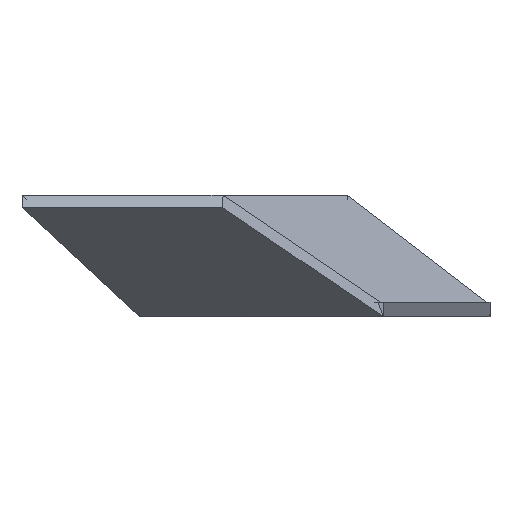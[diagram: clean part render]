
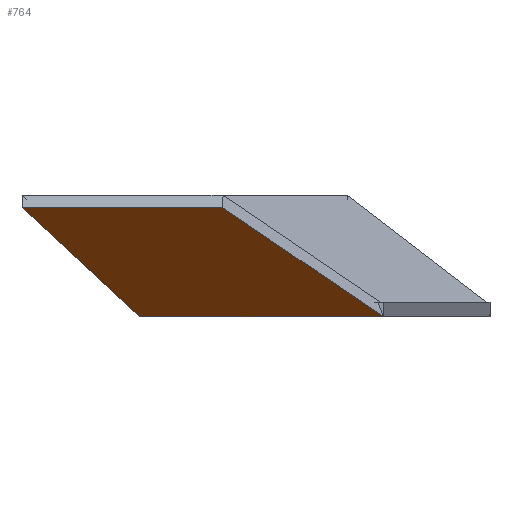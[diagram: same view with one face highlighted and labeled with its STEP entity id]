
A CAD part, left-side view. The second image highlights one B-rep face of the part: STEP entity #764.
In plain terms, the highlighted planar face has unit normal (-0.518, 0.027, -0.855).
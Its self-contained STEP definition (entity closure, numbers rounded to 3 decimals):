
#237 = PLANE('',#238);
#238 = AXIS2_PLACEMENT_3D('',#239,#240,#241);
#239 = CARTESIAN_POINT('',(-2401.199,-211.685,
    -4.716));
#240 = DIRECTION('',(-0.542,-0.784,0.303));
#241 = DIRECTION('',(0.823,-0.568,0.)
  );
#303 = VERTEX_POINT('',#304);
#304 = CARTESIAN_POINT('',(-2344.499,-267.674,
    -48.243));
#364 = PLANE('',#365);
#365 = AXIS2_PLACEMENT_3D('',#366,#367,#368);
#366 = CARTESIAN_POINT('',(-1869.434,-31.939,
    -48.243));
#367 = DIRECTION('',(0.,0.,1.));
#368 = DIRECTION('',(1.,0.,0.));
#434 = VERTEX_POINT('',#435);
#435 = CARTESIAN_POINT('',(-2338.89,-159.87,
    -48.243));
#472 = PLANE('',#473);
#473 = AXIS2_PLACEMENT_3D('',#474,#475,#476);
#474 = CARTESIAN_POINT('',(-2393.344,-120.954,
    -6.615));
#475 = DIRECTION('',(0.438,0.867,-0.238));
#476 = DIRECTION('',(-0.893,0.451,0.)
  );
#508 = EDGE_CURVE('',#434,#303,#509,.T.);
#509 = SURFACE_CURVE('',#510,(#514,#521),.PCURVE_S1.);
#510 = LINE('',#511,#512);
#511 = CARTESIAN_POINT('',(-2342.689,-232.897,
    -48.243));
#512 = VECTOR('',#513,1.);
#513 = DIRECTION('',(-0.052,-0.999,
    0.));
#514 = PCURVE('',#364,#515);
#515 = DEFINITIONAL_REPRESENTATION('',(#516),#520);
#516 = LINE('',#517,#518);
#517 = CARTESIAN_POINT('',(-473.255,-200.958));
#518 = VECTOR('',#519,1.);
#519 = DIRECTION('',(-0.052,-0.999));
#520 = ( GEOMETRIC_REPRESENTATION_CONTEXT(2) 
PARAMETRIC_REPRESENTATION_CONTEXT() REPRESENTATION_CONTEXT('2D SPACE',''
  ) );
#521 = PCURVE('',#522,#527);
#522 = PLANE('',#523);
#523 = AXIS2_PLACEMENT_3D('',#524,#525,#526);
#524 = CARTESIAN_POINT('',(-2379.809,-187.719,
    -24.34));
#525 = DIRECTION('',(-0.518,0.027,-0.855)
  );
#526 = DIRECTION('',(0.855,0.016,-0.518)
  );
#527 = DEFINITIONAL_REPRESENTATION('',(#528),#532);
#528 = LINE('',#529,#530);
#529 = CARTESIAN_POINT('',(43.39,45.908));
#530 = VECTOR('',#531,1.);
#531 = DIRECTION('',(-0.061,0.998));
#532 = ( GEOMETRIC_REPRESENTATION_CONTEXT(2) 
PARAMETRIC_REPRESENTATION_CONTEXT() REPRESENTATION_CONTEXT('2D SPACE',''
  ) );
#606 = PLANE('',#607);
#607 = AXIS2_PLACEMENT_3D('',#608,#609,#610);
#608 = CARTESIAN_POINT('',(-2415.758,-169.505,
    5.43));
#609 = DIRECTION('',(-0.854,0.044,0.519)
  );
#610 = DIRECTION('',(0.519,0.,0.855));
#646 = VERTEX_POINT('',#647);
#647 = CARTESIAN_POINT('',(-2420.463,-196.558,
    0.));
#668 = EDGE_CURVE('',#303,#646,#669,.T.);
#669 = SURFACE_CURVE('',#670,(#674,#681),.PCURVE_S1.);
#670 = LINE('',#671,#672);
#671 = CARTESIAN_POINT('',(-2404.487,-211.514,
    -10.145));
#672 = VECTOR('',#673,1.);
#673 = DIRECTION('',(-0.662,0.62,0.421));
#674 = PCURVE('',#237,#675);
#675 = DEFINITIONAL_REPRESENTATION('',(#676),#680);
#676 = LINE('',#677,#678);
#677 = CARTESIAN_POINT('',(-2.803,-5.698));
#678 = VECTOR('',#679,1.);
#679 = DIRECTION('',(-0.897,0.441));
#680 = ( GEOMETRIC_REPRESENTATION_CONTEXT(2) 
PARAMETRIC_REPRESENTATION_CONTEXT() REPRESENTATION_CONTEXT('2D SPACE',''
  ) );
#681 = PCURVE('',#522,#682);
#682 = DEFINITIONAL_REPRESENTATION('',(#683),#687);
#683 = LINE('',#684,#685);
#684 = CARTESIAN_POINT('',(-28.847,23.336));
#685 = VECTOR('',#686,1.);
#686 = DIRECTION('',(-0.774,-0.633));
#687 = ( GEOMETRIC_REPRESENTATION_CONTEXT(2) 
PARAMETRIC_REPRESENTATION_CONTEXT() REPRESENTATION_CONTEXT('2D SPACE',''
  ) );
#692 = EDGE_CURVE('',#646,#693,#695,.T.);
#693 = VERTEX_POINT('',#694);
#694 = CARTESIAN_POINT('',(-2415.844,-107.778,
    0.));
#695 = SURFACE_CURVE('',#696,(#700,#707),.PCURVE_S1.);
#696 = LINE('',#697,#698);
#697 = CARTESIAN_POINT('',(-2419.046,-169.334,
    0.));
#698 = VECTOR('',#699,1.);
#699 = DIRECTION('',(0.052,0.999,
    0.));
#700 = PCURVE('',#606,#701);
#701 = DEFINITIONAL_REPRESENTATION('',(#702),#706);
#702 = LINE('',#703,#704);
#703 = CARTESIAN_POINT('',(-6.348,0.171));
#704 = VECTOR('',#705,1.);
#705 = DIRECTION('',(0.027,1.));
#706 = ( GEOMETRIC_REPRESENTATION_CONTEXT(2) 
PARAMETRIC_REPRESENTATION_CONTEXT() REPRESENTATION_CONTEXT('2D SPACE',''
  ) );
#707 = PCURVE('',#522,#708);
#708 = DEFINITIONAL_REPRESENTATION('',(#709),#713);
#709 = LINE('',#710,#711);
#710 = CARTESIAN_POINT('',(-45.865,-19.142));
#711 = VECTOR('',#712,1.);
#712 = DIRECTION('',(0.061,-0.998));
#713 = ( GEOMETRIC_REPRESENTATION_CONTEXT(2) 
PARAMETRIC_REPRESENTATION_CONTEXT() REPRESENTATION_CONTEXT('2D SPACE',''
  ) );
#741 = EDGE_CURVE('',#693,#434,#742,.T.);
#742 = SURFACE_CURVE('',#743,(#747,#754),.PCURVE_S1.);
#743 = LINE('',#744,#745);
#744 = CARTESIAN_POINT('',(-2396.632,-120.783,
    -12.044));
#745 = VECTOR('',#746,1.);
#746 = DIRECTION('',(0.735,-0.498,-0.461));
#747 = PCURVE('',#472,#748);
#748 = DEFINITIONAL_REPRESENTATION('',(#749),#753);
#749 = LINE('',#750,#751);
#750 = CARTESIAN_POINT('',(3.012,-5.59));
#751 = VECTOR('',#752,1.);
#752 = DIRECTION('',(-0.88,-0.474));
#753 = ( GEOMETRIC_REPRESENTATION_CONTEXT(2) 
PARAMETRIC_REPRESENTATION_CONTEXT() REPRESENTATION_CONTEXT('2D SPACE',''
  ) );
#754 = PCURVE('',#522,#755);
#755 = DEFINITIONAL_REPRESENTATION('',(#756),#760);
#756 = LINE('',#757,#758);
#757 = CARTESIAN_POINT('',(-19.664,-67.29));
#758 = VECTOR('',#759,1.);
#759 = DIRECTION('',(0.859,0.512));
#760 = ( GEOMETRIC_REPRESENTATION_CONTEXT(2) 
PARAMETRIC_REPRESENTATION_CONTEXT() REPRESENTATION_CONTEXT('2D SPACE',''
  ) );
#764 = ADVANCED_FACE('',(#765),#522,.T.);
#765 = FACE_BOUND('',#766,.T.);
#766 = EDGE_LOOP('',(#767,#768,#769,#770));
#767 = ORIENTED_EDGE('',*,*,#668,.T.);
#768 = ORIENTED_EDGE('',*,*,#692,.T.);
#769 = ORIENTED_EDGE('',*,*,#741,.T.);
#770 = ORIENTED_EDGE('',*,*,#508,.T.);
